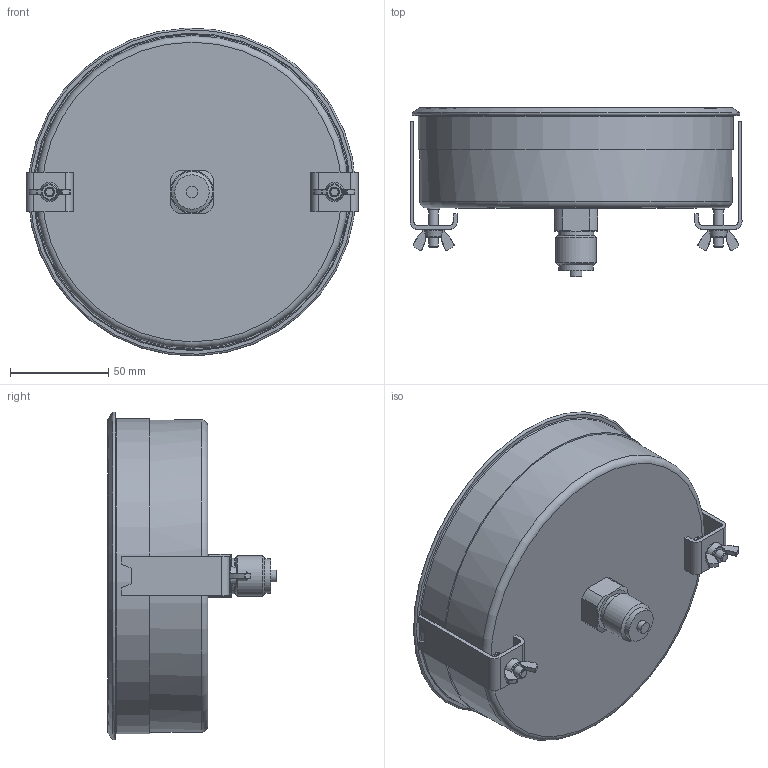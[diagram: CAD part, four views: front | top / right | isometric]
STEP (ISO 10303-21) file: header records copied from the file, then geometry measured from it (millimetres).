
FILE_DESCRIPTION(/* description */ (''),/* implementation_level */ '2;1');
FILE_NAME(/* name */ 'KP160Ch_D452_351XX452.step',/* time_stamp */ '2018-01-16T10:45:52+01:00',/* author */ ('acgl'),/* organization */ (''),/* preprocessor_version */ 'ST-DEVELOPER v15.6',/* originating_system */ 'Autodesk Inventor 2015',/* authorisation */ '');
FILE_SCHEMA (('AUTOMOTIVE_DESIGN { 1 0 10303 214 3 1 1 }'));
Length unit declared in the file: centimetre
Products named in the file (1): KP160Ch_D452_351XX452
Bounding box: 169 x 86 x 166.9 mm (x, y, z)
Volume: 960970.8 mm3; surface area: 79502.1 mm2
Topology: 1 solids, 1 shells, 237 faces, 561 edges, 342 vertices
Faces by surface type: cylinder 83, torus 73, plane 62, cone 15, bspline 4
Full cylindrical faces by diameter (mm): 5 x4, 6 x1, 6.5 x2, 17.5 x1, 18 x1, 20.96 x1, 21 x1, 159 x1, 160.6 x1
Entity records: 7289 total; most frequent: CARTESIAN_POINT 1564, DIRECTION 1216, ORIENTED_EDGE 1062, EDGE_CURVE 531, AXIS2_PLACEMENT_3D 515, VERTEX_POINT 337, CIRCLE 281, EDGE_LOOP 278
